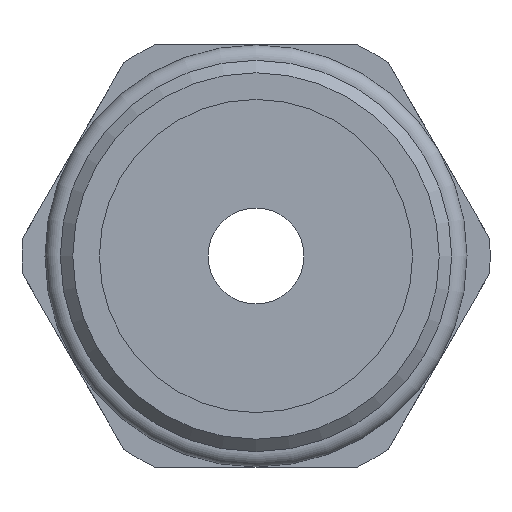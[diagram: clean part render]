
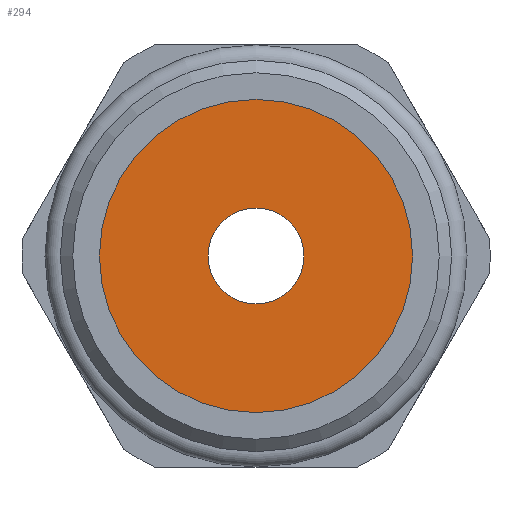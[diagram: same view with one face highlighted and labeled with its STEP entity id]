
A CAD part, left-side view. The second image highlights one B-rep face of the part: STEP entity #294.
In plain terms, the highlighted planar face has unit normal (-1, 0, 0).
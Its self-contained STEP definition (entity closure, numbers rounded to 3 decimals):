
#294 = ADVANCED_FACE( '', ( #602, #603 ), #604, .T. );
#602 = FACE_BOUND( '', #905, .T. );
#603 = FACE_OUTER_BOUND( '', #906, .T. );
#604 = PLANE( '', #907 );
#905 = EDGE_LOOP( '', ( #1674 ) );
#906 = EDGE_LOOP( '', ( #1675 ) );
#907 = AXIS2_PLACEMENT_3D( '', #1676, #1677, #1678 );
#1674 = ORIENTED_EDGE( '', *, *, #1920, .T. );
#1675 = ORIENTED_EDGE( '', *, *, #1989, .F. );
#1676 = CARTESIAN_POINT( '', ( 10.35, 8.16, 0. ) );
#1677 = DIRECTION( '', ( -1., 0., 0. ) );
#1678 = DIRECTION( '', ( 0., 0., 1. ) );
#1920 = EDGE_CURVE( '', #2343, #2343, #2344, .T. );
#1989 = EDGE_CURVE( '', #2423, #2423, #2424, .T. );
#2343 = VERTEX_POINT( '', #2954 );
#2344 = CIRCLE( '', #2955, 2.5 );
#2423 = VERTEX_POINT( '', #3066 );
#2424 = CIRCLE( '', #3067, 8.16 );
#2954 = CARTESIAN_POINT( '', ( 10.35, 0., -2.5 ) );
#2955 = AXIS2_PLACEMENT_3D( '', #3352, #3353, #3354 );
#3066 = CARTESIAN_POINT( '', ( 10.35, 0., -8.16 ) );
#3067 = AXIS2_PLACEMENT_3D( '', #3413, #3414, #3415 );
#3352 = CARTESIAN_POINT( '', ( 10.35, 0., 0. ) );
#3353 = DIRECTION( '', ( 1., 0., 0. ) );
#3354 = DIRECTION( '', ( 0., 0., -1. ) );
#3413 = CARTESIAN_POINT( '', ( 10.35, 0., 0. ) );
#3414 = DIRECTION( '', ( 1., 0., 0. ) );
#3415 = DIRECTION( '', ( 0., 0., -1. ) );
